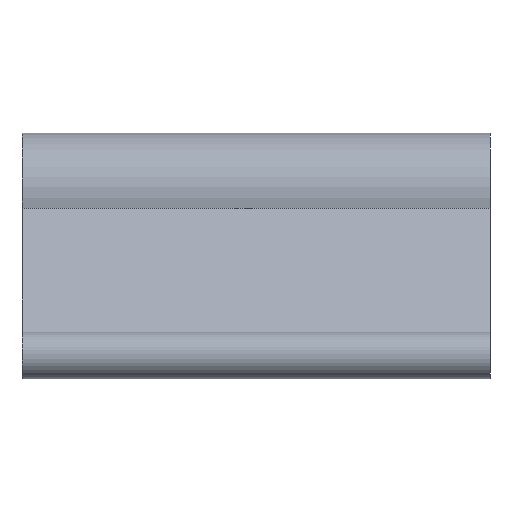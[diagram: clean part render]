
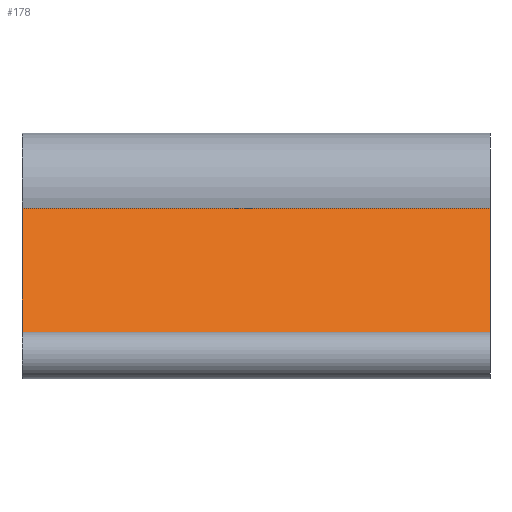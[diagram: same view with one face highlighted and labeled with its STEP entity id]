
A CAD part, left-side view. The second image highlights one B-rep face of the part: STEP entity #178.
In plain terms, the highlighted planar face has unit normal (-0.924, 0, 0.383).
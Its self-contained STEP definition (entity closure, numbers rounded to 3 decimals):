
#17=PLANE('',#214);
#26=FACE_OUTER_BOUND('',#36,.T.);
#36=EDGE_LOOP('',(#141,#142,#143,#144));
#50=LINE('',#308,#66);
#51=LINE('',#311,#67);
#52=LINE('',#313,#68);
#53=LINE('',#314,#69);
#66=VECTOR('',#254,10.);
#67=VECTOR('',#257,10.);
#68=VECTOR('',#258,10.);
#69=VECTOR('',#259,10.);
#91=VERTEX_POINT('',#304);
#92=VERTEX_POINT('',#306);
#93=VERTEX_POINT('',#310);
#94=VERTEX_POINT('',#312);
#112=EDGE_CURVE('',#91,#92,#50,.T.);
#113=EDGE_CURVE('',#93,#91,#51,.T.);
#114=EDGE_CURVE('',#94,#92,#52,.T.);
#115=EDGE_CURVE('',#93,#94,#53,.T.);
#141=ORIENTED_EDGE('',*,*,#113,.T.);
#142=ORIENTED_EDGE('',*,*,#112,.T.);
#143=ORIENTED_EDGE('',*,*,#114,.F.);
#144=ORIENTED_EDGE('',*,*,#115,.F.);
#178=ADVANCED_FACE('',(#26),#17,.T.);
#214=AXIS2_PLACEMENT_3D('',#309,#255,#256);
#254=DIRECTION('',(0.,1.,0.));
#255=DIRECTION('center_axis',(-0.924,0.,0.383));
#256=DIRECTION('ref_axis',(0.383,0.,0.924));
#257=DIRECTION('',(0.383,0.,0.924));
#258=DIRECTION('',(0.383,0.,0.924));
#259=DIRECTION('',(0.,1.,0.));
#304=CARTESIAN_POINT('',(-3.88,0.,9.443));
#306=CARTESIAN_POINT('',(-3.88,30.,9.443));
#308=CARTESIAN_POINT('',(-3.88,0.,9.443));
#309=CARTESIAN_POINT('Origin',(-7.171,0.,1.498));
#310=CARTESIAN_POINT('',(-7.171,0.,1.498));
#311=CARTESIAN_POINT('',(-7.171,0.,1.498));
#312=CARTESIAN_POINT('',(-7.171,30.,1.498));
#313=CARTESIAN_POINT('',(-7.171,30.,1.498));
#314=CARTESIAN_POINT('',(-7.171,0.,1.498));
